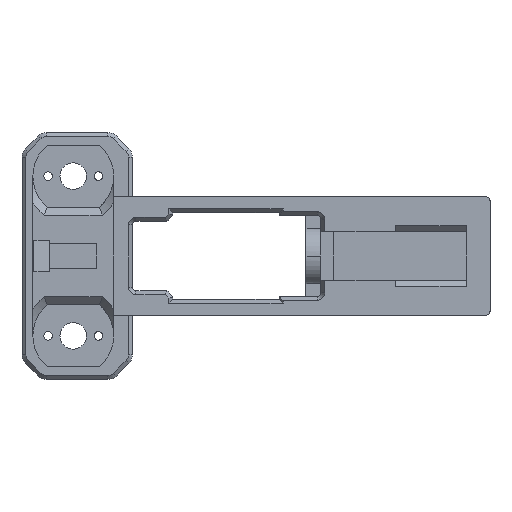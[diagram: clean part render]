
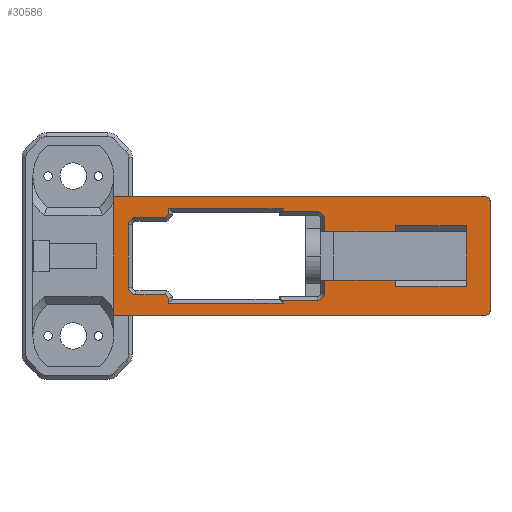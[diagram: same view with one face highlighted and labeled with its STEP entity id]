
A CAD part, front view. The second image highlights one B-rep face of the part: STEP entity #30586.
In plain terms, the highlighted planar face has unit normal (0, -1, 0).
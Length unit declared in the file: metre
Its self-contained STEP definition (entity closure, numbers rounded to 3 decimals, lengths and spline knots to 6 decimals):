
#936=CIRCLE('',#32333,0.001);
#937=CIRCLE('',#32334,0.001);
#938=CIRCLE('',#32335,0.0019);
#939=CIRCLE('',#32336,0.0019);
#940=CIRCLE('',#32337,0.0019);
#941=CIRCLE('',#32338,0.0019);
#2930=ORIENTED_EDGE('',*,*,#11247,.T.);
#2931=ORIENTED_EDGE('',*,*,#11300,.F.);
#2932=ORIENTED_EDGE('',*,*,#11301,.F.);
#2933=ORIENTED_EDGE('',*,*,#11302,.T.);
#2934=ORIENTED_EDGE('',*,*,#11236,.F.);
#2935=ORIENTED_EDGE('',*,*,#10309,.T.);
#2936=ORIENTED_EDGE('',*,*,#11303,.F.);
#2937=ORIENTED_EDGE('',*,*,#11304,.F.);
#2938=ORIENTED_EDGE('',*,*,#11305,.T.);
#2939=ORIENTED_EDGE('',*,*,#11306,.T.);
#2940=ORIENTED_EDGE('',*,*,#11307,.T.);
#2941=ORIENTED_EDGE('',*,*,#11308,.T.);
#2942=ORIENTED_EDGE('',*,*,#11309,.T.);
#2943=ORIENTED_EDGE('',*,*,#11310,.T.);
#2944=ORIENTED_EDGE('',*,*,#11311,.T.);
#2945=ORIENTED_EDGE('',*,*,#11312,.T.);
#2946=ORIENTED_EDGE('',*,*,#11313,.T.);
#2947=ORIENTED_EDGE('',*,*,#11314,.T.);
#2948=ORIENTED_EDGE('',*,*,#11315,.T.);
#2949=ORIENTED_EDGE('',*,*,#11316,.T.);
#2950=ORIENTED_EDGE('',*,*,#11317,.T.);
#2951=ORIENTED_EDGE('',*,*,#11318,.T.);
#2952=ORIENTED_EDGE('',*,*,#11319,.T.);
#2953=ORIENTED_EDGE('',*,*,#11320,.T.);
#2954=ORIENTED_EDGE('',*,*,#11321,.T.);
#2955=ORIENTED_EDGE('',*,*,#11322,.T.);
#2956=ORIENTED_EDGE('',*,*,#11323,.T.);
#2957=ORIENTED_EDGE('',*,*,#11324,.T.);
#2958=ORIENTED_EDGE('',*,*,#11325,.F.);
#2959=ORIENTED_EDGE('',*,*,#11326,.T.);
#2960=ORIENTED_EDGE('',*,*,#11327,.T.);
#2961=ORIENTED_EDGE('',*,*,#11328,.F.);
#10309=EDGE_CURVE('',#14862,#14875,#17896,.T.);
#11236=EDGE_CURVE('',#14862,#15478,#18415,.T.);
#11247=EDGE_CURVE('',#14875,#15487,#18422,.T.);
#11300=EDGE_CURVE('',#15516,#15487,#936,.T.);
#11301=EDGE_CURVE('',#15517,#15516,#18447,.T.);
#11302=EDGE_CURVE('',#15517,#15478,#937,.T.);
#11303=EDGE_CURVE('',#15518,#15519,#18448,.T.);
#11304=EDGE_CURVE('',#15520,#15518,#18449,.T.);
#11305=EDGE_CURVE('',#15520,#15521,#18450,.T.);
#11306=EDGE_CURVE('',#15521,#15522,#938,.T.);
#11307=EDGE_CURVE('',#15522,#15523,#18451,.T.);
#11308=EDGE_CURVE('',#15523,#15524,#18452,.T.);
#11309=EDGE_CURVE('',#15524,#15525,#18453,.T.);
#11310=EDGE_CURVE('',#15525,#15526,#18454,.T.);
#11311=EDGE_CURVE('',#15526,#15527,#18455,.T.);
#11312=EDGE_CURVE('',#15527,#15528,#18456,.T.);
#11313=EDGE_CURVE('',#15528,#15529,#939,.T.);
#11314=EDGE_CURVE('',#15529,#15530,#18457,.T.);
#11315=EDGE_CURVE('',#15530,#15531,#940,.T.);
#11316=EDGE_CURVE('',#15531,#15532,#18458,.T.);
#11317=EDGE_CURVE('',#15532,#15533,#18459,.T.);
#11318=EDGE_CURVE('',#15533,#15534,#18460,.T.);
#11319=EDGE_CURVE('',#15534,#15535,#18461,.T.);
#11320=EDGE_CURVE('',#15535,#15536,#18462,.T.);
#11321=EDGE_CURVE('',#15536,#15537,#18463,.T.);
#11322=EDGE_CURVE('',#15537,#15538,#941,.T.);
#11323=EDGE_CURVE('',#15538,#15539,#18464,.T.);
#11324=EDGE_CURVE('',#15539,#15540,#18465,.T.);
#11325=EDGE_CURVE('',#15541,#15540,#18466,.T.);
#11326=EDGE_CURVE('',#15541,#15542,#18467,.T.);
#11327=EDGE_CURVE('',#15542,#15543,#18468,.T.);
#11328=EDGE_CURVE('',#15519,#15543,#18469,.T.);
#14862=VERTEX_POINT('',#41218);
#14875=VERTEX_POINT('',#41252);
#15478=VERTEX_POINT('',#46423);
#15487=VERTEX_POINT('',#46449);
#15516=VERTEX_POINT('',#46581);
#15517=VERTEX_POINT('',#46583);
#15518=VERTEX_POINT('',#46586);
#15519=VERTEX_POINT('',#46587);
#15520=VERTEX_POINT('',#46589);
#15521=VERTEX_POINT('',#46591);
#15522=VERTEX_POINT('',#46593);
#15523=VERTEX_POINT('',#46595);
#15524=VERTEX_POINT('',#46597);
#15525=VERTEX_POINT('',#46599);
#15526=VERTEX_POINT('',#46601);
#15527=VERTEX_POINT('',#46603);
#15528=VERTEX_POINT('',#46605);
#15529=VERTEX_POINT('',#46607);
#15530=VERTEX_POINT('',#46609);
#15531=VERTEX_POINT('',#46611);
#15532=VERTEX_POINT('',#46613);
#15533=VERTEX_POINT('',#46615);
#15534=VERTEX_POINT('',#46617);
#15535=VERTEX_POINT('',#46619);
#15536=VERTEX_POINT('',#46621);
#15537=VERTEX_POINT('',#46623);
#15538=VERTEX_POINT('',#46625);
#15539=VERTEX_POINT('',#46627);
#15540=VERTEX_POINT('',#46629);
#15541=VERTEX_POINT('',#46631);
#15542=VERTEX_POINT('',#46633);
#15543=VERTEX_POINT('',#46635);
#17896=LINE('',#41253,#21747);
#18415=LINE('',#46422,#22266);
#18422=LINE('',#46450,#22273);
#18447=LINE('',#46582,#22298);
#18448=LINE('',#46585,#22299);
#18449=LINE('',#46588,#22300);
#18450=LINE('',#46590,#22301);
#18451=LINE('',#46594,#22302);
#18452=LINE('',#46596,#22303);
#18453=LINE('',#46598,#22304);
#18454=LINE('',#46600,#22305);
#18455=LINE('',#46602,#22306);
#18456=LINE('',#46604,#22307);
#18457=LINE('',#46608,#22308);
#18458=LINE('',#46612,#22309);
#18459=LINE('',#46614,#22310);
#18460=LINE('',#46616,#22311);
#18461=LINE('',#46618,#22312);
#18462=LINE('',#46620,#22313);
#18463=LINE('',#46622,#22314);
#18464=LINE('',#46626,#22315);
#18465=LINE('',#46628,#22316);
#18466=LINE('',#46630,#22317);
#18467=LINE('',#46632,#22318);
#18468=LINE('',#46634,#22319);
#18469=LINE('',#46636,#22320);
#21747=VECTOR('',#33763,1.);
#22266=VECTOR('',#35112,1.);
#22273=VECTOR('',#35125,1.);
#22298=VECTOR('',#35234,1.);
#22299=VECTOR('',#35237,1.);
#22300=VECTOR('',#35238,1.);
#22301=VECTOR('',#35239,1.);
#22302=VECTOR('',#35242,1.);
#22303=VECTOR('',#35243,1.);
#22304=VECTOR('',#35244,1.);
#22305=VECTOR('',#35245,1.);
#22306=VECTOR('',#35246,1.);
#22307=VECTOR('',#35247,1.);
#22308=VECTOR('',#35250,1.);
#22309=VECTOR('',#35253,1.);
#22310=VECTOR('',#35254,1.);
#22311=VECTOR('',#35255,1.);
#22312=VECTOR('',#35256,1.);
#22313=VECTOR('',#35257,1.);
#22314=VECTOR('',#35258,1.);
#22315=VECTOR('',#35261,1.);
#22316=VECTOR('',#35262,1.);
#22317=VECTOR('',#35263,1.);
#22318=VECTOR('',#35264,1.);
#22319=VECTOR('',#35265,1.);
#22320=VECTOR('',#35266,1.);
#25915=EDGE_LOOP('',(#2930,#2931,#2932,#2933,#2934,#2935));
#25916=EDGE_LOOP('',(#2936,#2937,#2938,#2939,#2940,#2941,#2942,#2943,#2944,
#2945,#2946,#2947,#2948,#2949,#2950,#2951,#2952,#2953,#2954,#2955,#2956,
#2957,#2958,#2959,#2960,#2961));
#27621=FACE_BOUND('',#25915,.T.);
#27622=FACE_BOUND('',#25916,.T.);
#29120=PLANE('',#32332);
#30586=ADVANCED_FACE('',(#27621,#27622),#29120,.T.);
#32332=AXIS2_PLACEMENT_3D('',#46579,#35230,#35231);
#32333=AXIS2_PLACEMENT_3D('',#46580,#35232,#35233);
#32334=AXIS2_PLACEMENT_3D('',#46584,#35235,#35236);
#32335=AXIS2_PLACEMENT_3D('',#46592,#35240,#35241);
#32336=AXIS2_PLACEMENT_3D('',#46606,#35248,#35249);
#32337=AXIS2_PLACEMENT_3D('',#46610,#35251,#35252);
#32338=AXIS2_PLACEMENT_3D('',#46624,#35259,#35260);
#33763=DIRECTION('',(0.,0.,-1.));
#35112=DIRECTION('',(1.,0.,0.));
#35125=DIRECTION('',(1.,0.,0.));
#35230=DIRECTION('',(0.,-1.,0.));
#35231=DIRECTION('',(0.,0.,-1.));
#35232=DIRECTION('',(0.,1.,0.));
#35233=DIRECTION('',(0.,0.,-1.));
#35234=DIRECTION('',(0.,0.,-1.));
#35235=DIRECTION('',(0.,-1.,0.));
#35236=DIRECTION('',(0.,0.,-1.));
#35237=DIRECTION('',(0.,0.,-1.));
#35238=DIRECTION('',(1.,0.,0.));
#35239=DIRECTION('',(0.,0.,-1.));
#35240=DIRECTION('',(0.,1.,0.));
#35241=DIRECTION('',(0.,0.,-1.));
#35242=DIRECTION('',(-1.,0.,0.));
#35243=DIRECTION('',(0.,0.,-1.));
#35244=DIRECTION('',(-1.,0.,0.));
#35245=DIRECTION('',(0.,0.,1.));
#35246=DIRECTION('',(-0.707,0.,0.707));
#35247=DIRECTION('',(-1.,0.,0.));
#35248=DIRECTION('',(0.,1.,0.));
#35249=DIRECTION('',(0.,0.,-1.));
#35250=DIRECTION('',(0.,0.,1.));
#35251=DIRECTION('',(0.,1.,0.));
#35252=DIRECTION('',(0.,0.,-1.));
#35253=DIRECTION('',(1.,0.,0.));
#35254=DIRECTION('',(0.707,0.,0.707));
#35255=DIRECTION('',(0.,0.,1.));
#35256=DIRECTION('',(1.,0.,0.));
#35257=DIRECTION('',(0.,0.,-1.));
#35258=DIRECTION('',(1.,0.,0.));
#35259=DIRECTION('',(0.,1.,0.));
#35260=DIRECTION('',(0.,0.,-1.));
#35261=DIRECTION('',(0.,0.,-1.));
#35262=DIRECTION('',(1.,0.,0.));
#35263=DIRECTION('',(0.,0.,-1.));
#35264=DIRECTION('',(1.,0.,0.));
#35265=DIRECTION('',(0.,0.,-1.));
#35266=DIRECTION('',(1.,0.,0.));
#41218=CARTESIAN_POINT('',(0.0055,-0.0115,0.015));
#41252=CARTESIAN_POINT('',(0.0055,-0.0115,-0.015));
#41253=CARTESIAN_POINT('',(0.0055,-0.0115,0.));
#46422=CARTESIAN_POINT('',(0.,-0.0115,0.015));
#46423=CARTESIAN_POINT('',(0.1,-0.0115,0.015));
#46449=CARTESIAN_POINT('',(0.1,-0.0115,-0.015));
#46450=CARTESIAN_POINT('',(0.,-0.0115,-0.015));
#46579=CARTESIAN_POINT('',(0.,-0.0115,0.));
#46580=CARTESIAN_POINT('',(0.1,-0.0115,-0.014));
#46581=CARTESIAN_POINT('',(0.101,-0.0115,-0.014));
#46582=CARTESIAN_POINT('',(0.101,-0.0115,0.));
#46583=CARTESIAN_POINT('',(0.101,-0.0115,0.014));
#46584=CARTESIAN_POINT('',(0.1,-0.0115,0.014));
#46585=CARTESIAN_POINT('',(0.077,-0.0115,0.));
#46586=CARTESIAN_POINT('',(0.077,-0.0115,-0.006125));
#46587=CARTESIAN_POINT('',(0.077,-0.0115,-0.007723));
#46588=CARTESIAN_POINT('',(0.,-0.0115,-0.006125));
#46589=CARTESIAN_POINT('',(0.05905,-0.0115,-0.006125));
#46590=CARTESIAN_POINT('',(0.05905,-0.0115,0.));
#46591=CARTESIAN_POINT('',(0.05905,-0.0115,-0.009375));
#46592=CARTESIAN_POINT('',(0.05715,-0.0115,-0.009375));
#46593=CARTESIAN_POINT('',(0.05715,-0.0115,-0.011275));
#46594=CARTESIAN_POINT('',(0.,-0.0115,-0.011275));
#46595=CARTESIAN_POINT('',(0.048484,-0.0115,-0.011275));
#46596=CARTESIAN_POINT('',(0.048484,-0.0115,-0.011));
#46597=CARTESIAN_POINT('',(0.048484,-0.0115,-0.012));
#46598=CARTESIAN_POINT('',(0.020484,-0.0115,-0.012));
#46599=CARTESIAN_POINT('',(0.019484,-0.0115,-0.012));
#46600=CARTESIAN_POINT('',(0.019484,-0.0115,0.));
#46601=CARTESIAN_POINT('',(0.019484,-0.0115,-0.010689));
#46602=CARTESIAN_POINT('',(0.004398,-0.0115,0.004398));
#46603=CARTESIAN_POINT('',(0.018595,-0.0115,-0.0098));
#46604=CARTESIAN_POINT('',(0.01115,-0.0115,-0.0098));
#46605=CARTESIAN_POINT('',(0.01115,-0.0115,-0.0098));
#46606=CARTESIAN_POINT('',(0.01115,-0.0115,-0.0079));
#46607=CARTESIAN_POINT('',(0.00925,-0.0115,-0.0079));
#46608=CARTESIAN_POINT('',(0.00925,-0.0115,0.));
#46609=CARTESIAN_POINT('',(0.00925,-0.0115,0.0079));
#46610=CARTESIAN_POINT('',(0.01115,-0.0115,0.0079));
#46611=CARTESIAN_POINT('',(0.01115,-0.0115,0.0098));
#46612=CARTESIAN_POINT('',(0.,-0.0115,0.0098));
#46613=CARTESIAN_POINT('',(0.018595,-0.0115,0.0098));
#46614=CARTESIAN_POINT('',(0.004398,-0.0115,-0.004398));
#46615=CARTESIAN_POINT('',(0.019484,-0.0115,0.010689));
#46616=CARTESIAN_POINT('',(0.019484,-0.0115,0.));
#46617=CARTESIAN_POINT('',(0.019484,-0.0115,0.012));
#46618=CARTESIAN_POINT('',(0.,-0.0115,0.012));
#46619=CARTESIAN_POINT('',(0.048484,-0.0115,0.012));
#46620=CARTESIAN_POINT('',(0.048484,-0.0115,0.010275));
#46621=CARTESIAN_POINT('',(0.048484,-0.0115,0.011275));
#46622=CARTESIAN_POINT('',(0.,-0.0115,0.011275));
#46623=CARTESIAN_POINT('',(0.05715,-0.0115,0.011275));
#46624=CARTESIAN_POINT('',(0.05715,-0.0115,0.009375));
#46625=CARTESIAN_POINT('',(0.05905,-0.0115,0.009375));
#46626=CARTESIAN_POINT('',(0.05905,-0.0115,0.));
#46627=CARTESIAN_POINT('',(0.05905,-0.0115,0.006125));
#46628=CARTESIAN_POINT('',(0.,-0.0115,0.006125));
#46629=CARTESIAN_POINT('',(0.077,-0.0115,0.006125));
#46630=CARTESIAN_POINT('',(0.077,-0.0115,0.));
#46631=CARTESIAN_POINT('',(0.077,-0.0115,0.007723));
#46632=CARTESIAN_POINT('',(0.,-0.0115,0.007723));
#46633=CARTESIAN_POINT('',(0.095,-0.0115,0.007723));
#46634=CARTESIAN_POINT('',(0.095,-0.0115,0.));
#46635=CARTESIAN_POINT('',(0.095,-0.0115,-0.007723));
#46636=CARTESIAN_POINT('',(0.071,-0.0115,-0.007723));
